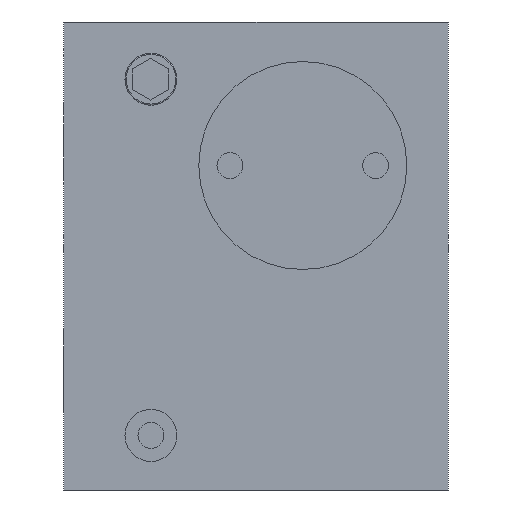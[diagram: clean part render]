
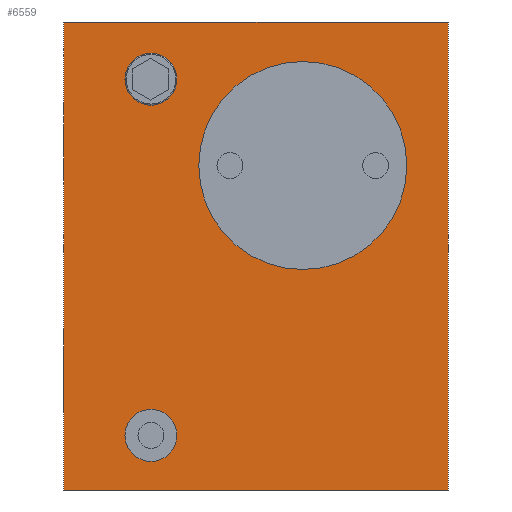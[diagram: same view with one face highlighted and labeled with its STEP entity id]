
A CAD part, left-side view. The second image highlights one B-rep face of the part: STEP entity #6559.
In plain terms, the highlighted planar face has unit normal (-1, 0, 0).
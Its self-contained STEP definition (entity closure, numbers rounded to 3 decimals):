
#871=DIRECTION('',(0.,0.,1.));
#872=VECTOR('',#871,45.);
#873=CARTESIAN_POINT('',(0.,37.,-45.));
#874=LINE('',#873,#872);
#915=DIRECTION('',(0.,-1.,0.));
#916=VECTOR('',#915,37.);
#917=CARTESIAN_POINT('',(0.,37.,-45.));
#918=LINE('',#917,#916);
#919=DIRECTION('',(0.,1.,0.));
#920=VECTOR('',#919,37.);
#921=CARTESIAN_POINT('',(0.,0.,0.));
#922=LINE('',#921,#920);
#923=DIRECTION('',(0.,0.,1.));
#924=VECTOR('',#923,45.);
#925=CARTESIAN_POINT('',(0.,0.,-45.));
#926=LINE('',#925,#924);
#927=CARTESIAN_POINT('',(0.,14.,-13.8));
#928=DIRECTION('',(1.,0.,0.));
#929=DIRECTION('',(0.,0.,-1.));
#930=AXIS2_PLACEMENT_3D('',#927,#928,#929);
#932=CARTESIAN_POINT('',(0.,14.,-13.8));
#933=DIRECTION('',(1.,0.,0.));
#934=DIRECTION('',(0.,0.,1.));
#935=AXIS2_PLACEMENT_3D('',#932,#933,#934);
#937=CARTESIAN_POINT('',(0.,28.6,-39.75));
#938=DIRECTION('',(1.,0.,0.));
#939=DIRECTION('',(0.,0.,-1.));
#940=AXIS2_PLACEMENT_3D('',#937,#938,#939);
#942=CARTESIAN_POINT('',(0.,28.6,-39.75));
#943=DIRECTION('',(1.,0.,0.));
#944=DIRECTION('',(0.,0.,1.));
#945=AXIS2_PLACEMENT_3D('',#942,#943,#944);
#947=CARTESIAN_POINT('',(0.,28.6,-5.5));
#948=DIRECTION('',(1.,0.,0.));
#949=DIRECTION('',(0.,0.,-1.));
#950=AXIS2_PLACEMENT_3D('',#947,#948,#949);
#952=CARTESIAN_POINT('',(0.,28.6,-5.5));
#953=DIRECTION('',(1.,0.,0.));
#954=DIRECTION('',(0.,0.,1.));
#955=AXIS2_PLACEMENT_3D('',#952,#953,#954);
#4519=CARTESIAN_POINT('',(0.,0.,-45.));
#4520=VERTEX_POINT('',#4519);
#4521=CARTESIAN_POINT('',(0.,37.,-45.));
#4522=VERTEX_POINT('',#4521);
#4559=CARTESIAN_POINT('',(0.,0.,0.));
#4560=VERTEX_POINT('',#4559);
#4561=CARTESIAN_POINT('',(0.,37.,0.));
#4562=VERTEX_POINT('',#4561);
#5089=CARTESIAN_POINT('',(0.,14.,-23.8));
#5090=CARTESIAN_POINT('',(0.,14.,-3.8));
#5091=VERTEX_POINT('',#5089);
#5092=VERTEX_POINT('',#5090);
#5093=CARTESIAN_POINT('',(0.,28.6,-42.25));
#5094=CARTESIAN_POINT('',(0.,28.6,-37.25));
#5095=VERTEX_POINT('',#5093);
#5096=VERTEX_POINT('',#5094);
#5097=CARTESIAN_POINT('',(0.,28.6,-8.));
#5098=CARTESIAN_POINT('',(0.,28.6,-3.));
#5099=VERTEX_POINT('',#5097);
#5100=VERTEX_POINT('',#5098);
#6529=CARTESIAN_POINT('',(0.,18.5,-22.5));
#6530=DIRECTION('',(1.,0.,0.));
#6531=DIRECTION('',(0.,-1.,0.));
#6532=AXIS2_PLACEMENT_3D('',#6529,#6530,#6531);
#6533=PLANE('',#6532);
#6534=ORIENTED_EDGE('',*,*,#6359,.F.);
#6535=ORIENTED_EDGE('',*,*,#6500,.T.);
#6536=ORIENTED_EDGE('',*,*,#5873,.F.);
#6538=ORIENTED_EDGE('',*,*,#6537,.F.);
#6539=EDGE_LOOP('',(#6534,#6535,#6536,#6538));
#6540=FACE_OUTER_BOUND('',#6539,.F.);
#6542=ORIENTED_EDGE('',*,*,#6541,.F.);
#6544=ORIENTED_EDGE('',*,*,#6543,.F.);
#6545=EDGE_LOOP('',(#6542,#6544));
#6546=FACE_BOUND('',#6545,.F.);
#6548=ORIENTED_EDGE('',*,*,#6547,.F.);
#6550=ORIENTED_EDGE('',*,*,#6549,.F.);
#6551=EDGE_LOOP('',(#6548,#6550));
#6552=FACE_BOUND('',#6551,.F.);
#6554=ORIENTED_EDGE('',*,*,#6553,.F.);
#6556=ORIENTED_EDGE('',*,*,#6555,.F.);
#6557=EDGE_LOOP('',(#6554,#6556));
#6558=FACE_BOUND('',#6557,.F.);
#6559=ADVANCED_FACE('',(#6540,#6546,#6552,#6558),#6533,.F.);
#931=CIRCLE('',#930,10.);
#936=CIRCLE('',#935,10.);
#941=CIRCLE('',#940,2.5);
#946=CIRCLE('',#945,2.5);
#951=CIRCLE('',#950,2.5);
#956=CIRCLE('',#955,2.5);
#5873=EDGE_CURVE('',#4560,#4562,#922,.T.);
#6359=EDGE_CURVE('',#4522,#4520,#918,.T.);
#6500=EDGE_CURVE('',#4522,#4562,#874,.T.);
#6537=EDGE_CURVE('',#4520,#4560,#926,.T.);
#6541=EDGE_CURVE('',#5091,#5092,#931,.T.);
#6543=EDGE_CURVE('',#5092,#5091,#936,.T.);
#6547=EDGE_CURVE('',#5095,#5096,#941,.T.);
#6549=EDGE_CURVE('',#5096,#5095,#946,.T.);
#6553=EDGE_CURVE('',#5099,#5100,#951,.T.);
#6555=EDGE_CURVE('',#5100,#5099,#956,.T.);
